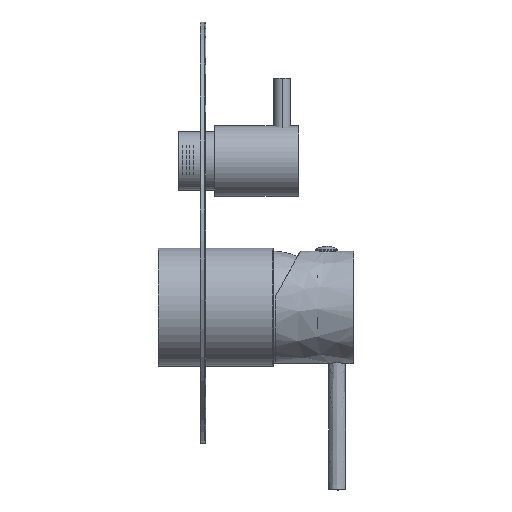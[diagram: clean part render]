
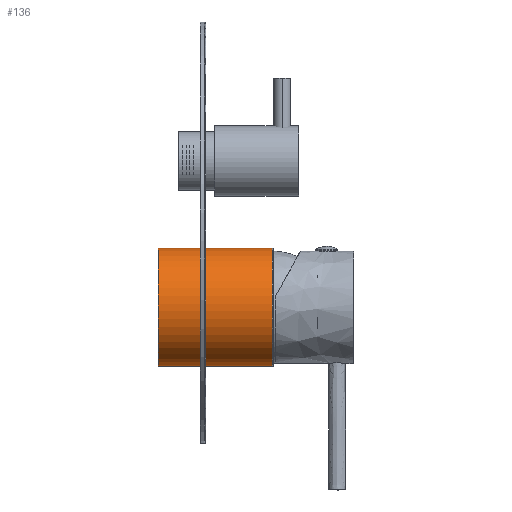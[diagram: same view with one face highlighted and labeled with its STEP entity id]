
A CAD part, left-side view. The second image highlights one B-rep face of the part: STEP entity #136.
In plain terms, the highlighted free-form (B-spline) face has degree [2, 1] with [5, 2] control points.
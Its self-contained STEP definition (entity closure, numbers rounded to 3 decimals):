
#136=ADVANCED_FACE('',(#231),#1286,.T.);
#231=FACE_OUTER_BOUND('',#332,.T.);
#332=EDGE_LOOP('',(#684,#685,#686,#687));
#684=ORIENTED_EDGE('',*,*,#895,.T.);
#685=ORIENTED_EDGE('',*,*,#884,.T.);
#686=ORIENTED_EDGE('',*,*,#896,.F.);
#687=ORIENTED_EDGE('',*,*,#894,.F.);
#884=EDGE_CURVE('',#1200,#1204,#1083,.T.);
#894=EDGE_CURVE('',#1207,#1208,#1093,.T.);
#895=EDGE_CURVE('',#1207,#1200,#1094,.T.);
#896=EDGE_CURVE('',#1208,#1204,#1095,.T.);
#1083=(
BOUNDED_CURVE()
B_SPLINE_CURVE(1,(#3328,#3329),.UNSPECIFIED.,.F.,.F.)
B_SPLINE_CURVE_WITH_KNOTS((2,2),(0.,40.7),.UNSPECIFIED.)
CURVE()
GEOMETRIC_REPRESENTATION_ITEM()
RATIONAL_B_SPLINE_CURVE((1.,1.))
REPRESENTATION_ITEM('')
);
#1093=(
BOUNDED_CURVE()
B_SPLINE_CURVE(1,(#3387,#3388),.UNSPECIFIED.,.F.,.F.)
B_SPLINE_CURVE_WITH_KNOTS((2,2),(0.,40.7),.UNSPECIFIED.)
CURVE()
GEOMETRIC_REPRESENTATION_ITEM()
RATIONAL_B_SPLINE_CURVE((1.,1.))
REPRESENTATION_ITEM('')
);
#1094=(
BOUNDED_CURVE()
B_SPLINE_CURVE(2,(#3389,#3390,#3391,#3392,#3393),.UNSPECIFIED.,.F.,.F.)
B_SPLINE_CURVE_WITH_KNOTS((3,2,3),(65.973,98.96,131.947),
 .UNSPECIFIED.)
CURVE()
GEOMETRIC_REPRESENTATION_ITEM()
RATIONAL_B_SPLINE_CURVE((1.,0.707,1.,0.707,1.))
REPRESENTATION_ITEM('')
);
#1095=(
BOUNDED_CURVE()
B_SPLINE_CURVE(2,(#3394,#3395,#3396,#3397,#3398),.UNSPECIFIED.,.F.,.F.)
B_SPLINE_CURVE_WITH_KNOTS((3,2,3),(65.029,97.544,130.059),
 .UNSPECIFIED.)
CURVE()
GEOMETRIC_REPRESENTATION_ITEM()
RATIONAL_B_SPLINE_CURVE((1.,0.707,1.,0.707,1.))
REPRESENTATION_ITEM('')
);
#1200=VERTEX_POINT('',#3313);
#1204=VERTEX_POINT('',#3317);
#1207=VERTEX_POINT('',#3320);
#1208=VERTEX_POINT('',#3321);
#1286=(
BOUNDED_SURFACE()
B_SPLINE_SURFACE(2,1,((#3270,#3271),(#3272,#3273),(#3274,#3275),(#3276,
#3277),(#3278,#3279)),.UNSPECIFIED.,.F.,.F.,.F.)
B_SPLINE_SURFACE_WITH_KNOTS((3,2,3),(2,2),(65.973,98.96,
131.947),(0.,41.),.UNSPECIFIED.)
GEOMETRIC_REPRESENTATION_ITEM()
RATIONAL_B_SPLINE_SURFACE(((1.,1.),(0.707,0.707),
(1.,1.),(0.707,0.707),(1.,1.)))
REPRESENTATION_ITEM('')
SURFACE()
);
#3270=CARTESIAN_POINT('',(7971.012,786.487,-5.5));
#3271=CARTESIAN_POINT('',(7971.012,745.487,-5.5));
#3272=CARTESIAN_POINT('',(7950.012,786.487,-5.5));
#3273=CARTESIAN_POINT('',(7950.012,745.487,-5.5));
#3274=CARTESIAN_POINT('',(7950.012,786.487,-26.5));
#3275=CARTESIAN_POINT('',(7950.012,745.487,-26.5));
#3276=CARTESIAN_POINT('',(7950.012,786.487,-47.5));
#3277=CARTESIAN_POINT('',(7950.012,745.487,-47.5));
#3278=CARTESIAN_POINT('',(7971.012,786.487,-47.5));
#3279=CARTESIAN_POINT('',(7971.012,745.487,-47.5));
#3313=CARTESIAN_POINT('',(7971.012,786.487,-47.5));
#3317=CARTESIAN_POINT('',(7971.012,745.787,-47.5));
#3320=CARTESIAN_POINT('',(7971.012,786.487,-5.5));
#3321=CARTESIAN_POINT('',(7971.012,745.787,-5.5));
#3328=CARTESIAN_POINT('',(7971.012,786.487,-47.5));
#3329=CARTESIAN_POINT('',(7971.012,745.787,-47.5));
#3387=CARTESIAN_POINT('',(7971.012,786.487,-5.5));
#3388=CARTESIAN_POINT('',(7971.012,745.787,-5.5));
#3389=CARTESIAN_POINT('',(7971.012,786.487,-5.5));
#3390=CARTESIAN_POINT('',(7950.012,786.487,-5.5));
#3391=CARTESIAN_POINT('',(7950.012,786.487,-26.5));
#3392=CARTESIAN_POINT('',(7950.012,786.487,-47.5));
#3393=CARTESIAN_POINT('',(7971.012,786.487,-47.5));
#3394=CARTESIAN_POINT('',(7971.012,745.787,-5.5));
#3395=CARTESIAN_POINT('',(7950.012,745.787,-5.5));
#3396=CARTESIAN_POINT('',(7950.012,745.787,-26.5));
#3397=CARTESIAN_POINT('',(7950.012,745.787,-47.5));
#3398=CARTESIAN_POINT('',(7971.012,745.787,-47.5));
